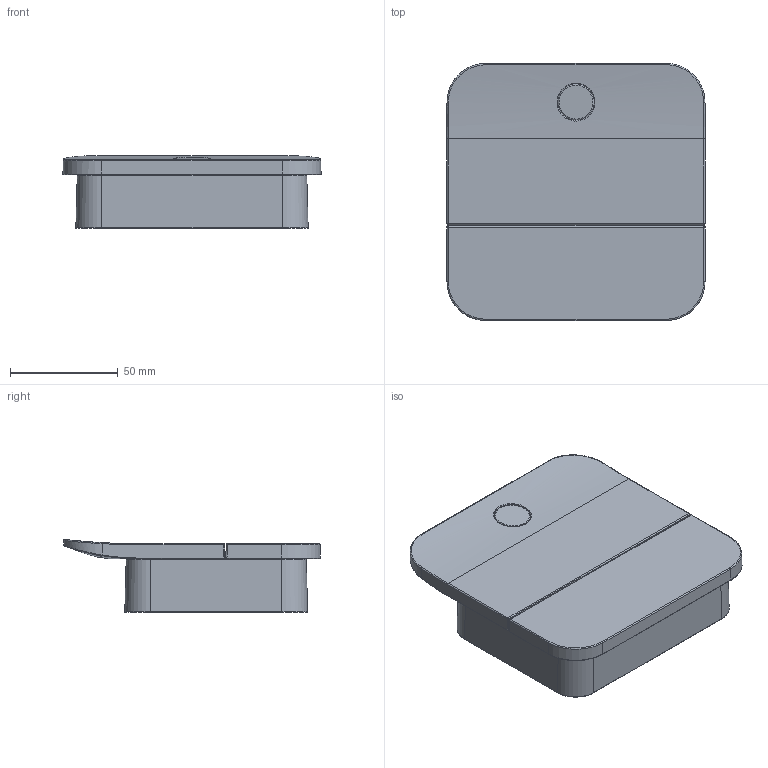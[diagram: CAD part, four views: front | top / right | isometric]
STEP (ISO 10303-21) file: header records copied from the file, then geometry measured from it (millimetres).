
FILE_DESCRIPTION(('CAx-IF Rec.Pracs.---Model Styling and Organization---1.2---2011-12-15','CAx-IF Rec.Pracs.---Geometric and Assembly Validation Properties---4.1---2014-06-16','CAx-IF Rec.Pracs.---PMI Polyline Presentation---2.0---2013-05-24'),'2;1');
FILE_NAME('1000141131_PPR_000.stp','2019-12-17T10:37:08+01:00',(''),(''),'STEP Interface 4.3 by CT CoreTechnologie','3D_Evolution4.3 by CT CoreTechnologie','');
FILE_SCHEMA(('AP203_CONFIGURATION_CONTROLLED_3D_DESIGN_OF_MECHANICAL_PARTS_AND_ASSEMBLIES_MIM_LF'));
Length unit declared in the file: millimetre
Products named in the file (5): P_2 AX ONE Absperrventil UP BarberOsge. 1000141131_PPR_000_A0; P_2 Griff gross UPT_3V BarberOsgerby 1000101551_PPA_000_A0; P_2 Gehaeuse AV_BarberOsgerby 1000141128_PPA_000_A0; P_2 Abdeckung AV_BarberOsgerby 1000141130_PPA_000_A0; P_2 Markiereinsatz Trio_ Quattro leer 1000091124_PPA_000_A0
Assembly tree (4 placements, depth 2):
  P_2 AX ONE Absperrventil UP BarberOsge. 1000141131_PPR_000_A0
    P_2 Griff gross UPT_3V BarberOsgerby 1000101551_PPA_000_A0
    P_2 Gehaeuse AV_BarberOsgerby 1000141128_PPA_000_A0
    P_2 Abdeckung AV_BarberOsgerby 1000141130_PPA_000_A0
    P_2 Markiereinsatz Trio_ Quattro leer 1000091124_PPA_000_A0
Bounding box: 119.99 x 119.49 x 33.94 mm (x, y, z)
Volume: 296777.6 mm3; surface area: 60689.2 mm2
Topology: 4 solids, 4 shells, 201 faces, 446 edges, 240 vertices
Faces by surface type: bspline 83, cylinder 81, plane 37
Entity records: 14315 total; most frequent: CARTESIAN_POINT 7614, ORIENTED_EDGE 862, DIRECTION 837, EDGE_CURVE 431, AXIS2_PLACEMENT_3D 331, VERTEX_POINT 240, CIRCLE 209, EDGE_LOOP 205
